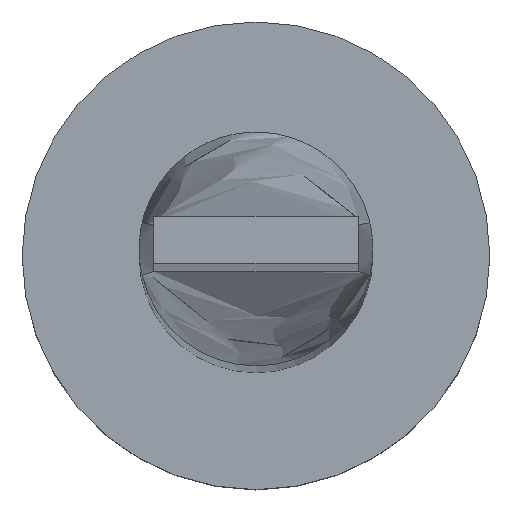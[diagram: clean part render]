
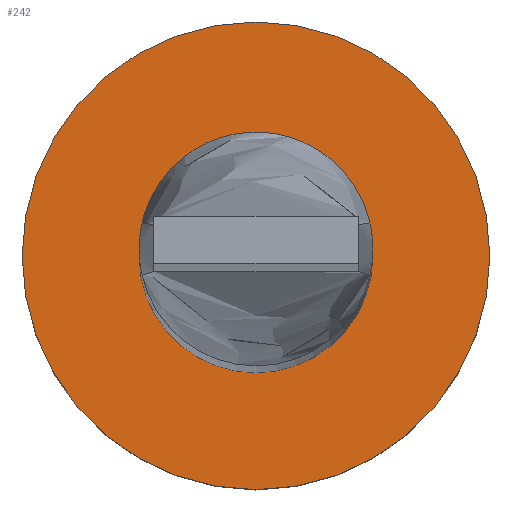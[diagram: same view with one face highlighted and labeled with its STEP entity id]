
A CAD part, top view. The second image highlights one B-rep face of the part: STEP entity #242.
In plain terms, the highlighted planar face has unit normal (0, 0, 1).
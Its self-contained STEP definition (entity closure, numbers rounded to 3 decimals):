
#3 = ORIENTED_EDGE ( 'NONE', *, *, #293, .F. ) ;
#4 = CARTESIAN_POINT ( 'NONE',  ( 0., 0., 3. ) ) ;
#6 = EDGE_CURVE ( 'NONE', #53, #36, #255, .T. ) ;
#24 = DIRECTION ( 'NONE',  ( 0., 0., 1. ) ) ;
#25 = AXIS2_PLACEMENT_3D ( 'NONE', #4, #93, #181 ) ;
#36 = VERTEX_POINT ( 'NONE', #535 ) ;
#50 = DIRECTION ( 'NONE',  ( 0., 0., 1. ) ) ;
#53 = VERTEX_POINT ( 'NONE', #566 ) ;
#55 = EDGE_CURVE ( 'NONE', #550, #390, #409, .T. ) ;
#86 = CARTESIAN_POINT ( 'NONE',  ( 0., 0., 3. ) ) ;
#89 = DIRECTION ( 'NONE',  ( 1., 0., 0. ) ) ;
#93 = DIRECTION ( 'NONE',  ( 0., 0., 1. ) ) ;
#103 = ORIENTED_EDGE ( 'NONE', *, *, #6, .F. ) ;
#181 = DIRECTION ( 'NONE',  ( 1., 0., 0. ) ) ;
#189 = CARTESIAN_POINT ( 'NONE',  ( 0., 0., 3. ) ) ;
#196 = AXIS2_PLACEMENT_3D ( 'NONE', #445, #50, #89 ) ;
#204 = ORIENTED_EDGE ( 'NONE', *, *, #55, .T. ) ;
#224 = EDGE_LOOP ( 'NONE', ( #204, #244 ) ) ;
#242 = ADVANCED_FACE ( 'NONE', ( #402, #263 ), #273, .T. ) ;
#244 = ORIENTED_EDGE ( 'NONE', *, *, #399, .T. ) ;
#246 = AXIS2_PLACEMENT_3D ( 'NONE', #86, #24, #312 ) ;
#255 = CIRCLE ( 'NONE', #376, 2. ) ;
#263 = FACE_OUTER_BOUND ( 'NONE', #224, .T. ) ;
#272 = EDGE_LOOP ( 'NONE', ( #3, #103 ) ) ;
#273 = PLANE ( 'NONE',  #196 ) ;
#293 = EDGE_CURVE ( 'NONE', #36, #53, #532, .T. ) ;
#312 = DIRECTION ( 'NONE',  ( 1., 0., 0. ) ) ;
#342 = CARTESIAN_POINT ( 'NONE',  ( 4., 0., 3. ) ) ;
#367 = DIRECTION ( 'NONE',  ( 1., 0., 0. ) ) ;
#376 = AXIS2_PLACEMENT_3D ( 'NONE', #189, #554, #557 ) ;
#390 = VERTEX_POINT ( 'NONE', #342 ) ;
#399 = EDGE_CURVE ( 'NONE', #390, #550, #553, .T. ) ;
#402 = FACE_BOUND ( 'NONE', #272, .T. ) ;
#409 = CIRCLE ( 'NONE', #449, 4. ) ;
#445 = CARTESIAN_POINT ( 'NONE',  ( 0., 0., 3. ) ) ;
#449 = AXIS2_PLACEMENT_3D ( 'NONE', #548, #551, #367 ) ;
#462 = CARTESIAN_POINT ( 'NONE',  ( -4., 0., 3. ) ) ;
#532 = CIRCLE ( 'NONE', #25, 2. ) ;
#535 = CARTESIAN_POINT ( 'NONE',  ( -2., 0., 3. ) ) ;
#548 = CARTESIAN_POINT ( 'NONE',  ( 0., 0., 3. ) ) ;
#550 = VERTEX_POINT ( 'NONE', #462 ) ;
#551 = DIRECTION ( 'NONE',  ( 0., 0., 1. ) ) ;
#553 = CIRCLE ( 'NONE', #246, 4. ) ;
#554 = DIRECTION ( 'NONE',  ( 0., 0., 1. ) ) ;
#557 = DIRECTION ( 'NONE',  ( 1., 0., 0. ) ) ;
#566 = CARTESIAN_POINT ( 'NONE',  ( 2., 0., 3. ) ) ;
